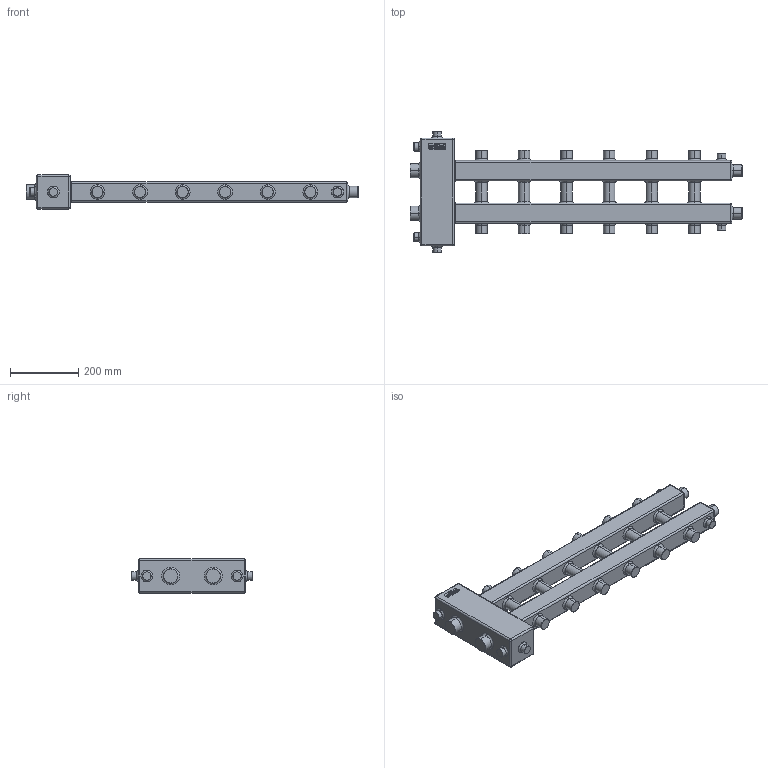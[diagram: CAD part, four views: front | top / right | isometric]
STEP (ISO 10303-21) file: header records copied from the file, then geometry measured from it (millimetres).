
FILE_DESCRIPTION (( 'STEP AP214' ), '1' );
FILE_NAME ('BM-100-7DU.10.STEP', '2017-01-28T15:35:00', ( '' ), ( '' ), 'SwSTEP 2.0', 'SolidWorks 2015', '' );
FILE_SCHEMA (( 'AUTOMOTIVE_DESIGN' ));
Length unit declared in the file: millimetre
Products named in the file (1): BM-100-7DU.10
Bounding box: 975 x 357 x 101 mm (x, y, z)
Volume: 9877232.5 mm3; surface area: 602263.9 mm2
Topology: 1 solids, 1 shells, 794 faces, 2090 edges, 1330 vertices
Faces by surface type: bspline 344, plane 214, cylinder 100, torus 76, cone 44, sphere 16
Entity records: 26606 total; most frequent: CARTESIAN_POINT 8683, ORIENTED_EDGE 4148, DIRECTION 2690, EDGE_CURVE 2074, VERTEX_POINT 1330, LINE 976, VECTOR 976, AXIS2_PLACEMENT_3D 857
